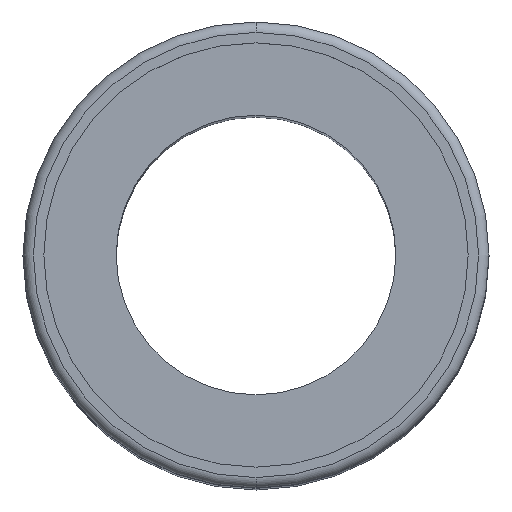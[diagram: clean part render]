
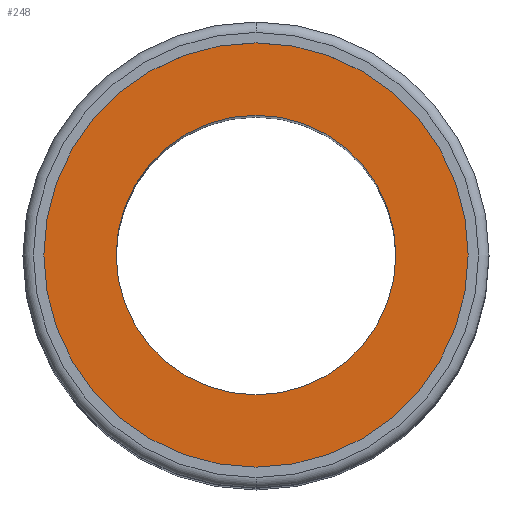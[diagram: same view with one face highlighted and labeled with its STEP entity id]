
A CAD part, top view. The second image highlights one B-rep face of the part: STEP entity #248.
In plain terms, the highlighted planar face has unit normal (0, 0, 1).
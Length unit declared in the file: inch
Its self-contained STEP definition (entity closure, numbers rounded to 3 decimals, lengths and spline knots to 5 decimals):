
#40 = VERTEX_POINT ( 'NONE', #1164 ) ;
#52 = CARTESIAN_POINT ( 'NONE',  ( 0., -0.5691, 1.5189 ) ) ;
#85 = EDGE_CURVE ( 'NONE', #612, #566, #1022, .T. ) ;
#106 = CIRCLE ( 'NONE', #377, 0.5691 ) ;
#128 = EDGE_CURVE ( 'NONE', #566, #612, #106, .T. ) ;
#202 = CARTESIAN_POINT ( 'NONE',  ( 0., 0., 1.5189 ) ) ;
#221 = DIRECTION ( 'NONE',  ( 0., 0., 1. ) ) ;
#248 = ADVANCED_FACE ( 'NONE', ( #1335, #510 ), #1252, .T. ) ;
#275 = DIRECTION ( 'NONE',  ( 0., -1., 0. ) ) ;
#310 = CIRCLE ( 'NONE', #483, 0.375 ) ;
#335 = EDGE_CURVE ( 'NONE', #961, #40, #310, .T. ) ;
#336 = DIRECTION ( 'NONE',  ( 0., -1., 0. ) ) ;
#377 = AXIS2_PLACEMENT_3D ( 'NONE', #202, #221, #621 ) ;
#440 = EDGE_CURVE ( 'NONE', #40, #961, #480, .T. ) ;
#451 = CARTESIAN_POINT ( 'NONE',  ( 0., 0., 1.5189 ) ) ;
#480 = CIRCLE ( 'NONE', #1266, 0.375 ) ;
#483 = AXIS2_PLACEMENT_3D ( 'NONE', #451, #1049, #336 ) ;
#510 = FACE_BOUND ( 'NONE', #714, .T. ) ;
#556 = DIRECTION ( 'NONE',  ( 0., 0., 1. ) ) ;
#566 = VERTEX_POINT ( 'NONE', #52 ) ;
#612 = VERTEX_POINT ( 'NONE', #1005 ) ;
#621 = DIRECTION ( 'NONE',  ( 0., -1., 0. ) ) ;
#714 = EDGE_LOOP ( 'NONE', ( #858, #763 ) ) ;
#762 = CARTESIAN_POINT ( 'NONE',  ( 0., 0., 1.5189 ) ) ;
#763 = ORIENTED_EDGE ( 'NONE', *, *, #440, .F. ) ;
#858 = ORIENTED_EDGE ( 'NONE', *, *, #335, .F. ) ;
#961 = VERTEX_POINT ( 'NONE', #1319 ) ;
#973 = CARTESIAN_POINT ( 'NONE',  ( 0., 0., 1.5189 ) ) ;
#1005 = CARTESIAN_POINT ( 'NONE',  ( 0., 0.5691, 1.5189 ) ) ;
#1022 = CIRCLE ( 'NONE', #1305, 0.5691 ) ;
#1024 = AXIS2_PLACEMENT_3D ( 'NONE', #1033, #1128, #1121 ) ;
#1028 = EDGE_LOOP ( 'NONE', ( #1176, #1031 ) ) ;
#1031 = ORIENTED_EDGE ( 'NONE', *, *, #85, .T. ) ;
#1033 = CARTESIAN_POINT ( 'NONE',  ( 0., 0., 1.5189 ) ) ;
#1049 = DIRECTION ( 'NONE',  ( 0., 0., 1. ) ) ;
#1078 = DIRECTION ( 'NONE',  ( 0., -1., 0. ) ) ;
#1121 = DIRECTION ( 'NONE',  ( 0., -1., 0. ) ) ;
#1128 = DIRECTION ( 'NONE',  ( 0., 0., 1. ) ) ;
#1164 = CARTESIAN_POINT ( 'NONE',  ( 0., 0.375, 1.5189 ) ) ;
#1176 = ORIENTED_EDGE ( 'NONE', *, *, #128, .T. ) ;
#1180 = DIRECTION ( 'NONE',  ( 0., 0., 1. ) ) ;
#1252 = PLANE ( 'NONE',  #1024 ) ;
#1266 = AXIS2_PLACEMENT_3D ( 'NONE', #762, #1180, #275 ) ;
#1305 = AXIS2_PLACEMENT_3D ( 'NONE', #973, #556, #1078 ) ;
#1319 = CARTESIAN_POINT ( 'NONE',  ( 0., -0.375, 1.5189 ) ) ;
#1335 = FACE_OUTER_BOUND ( 'NONE', #1028, .T. ) ;
